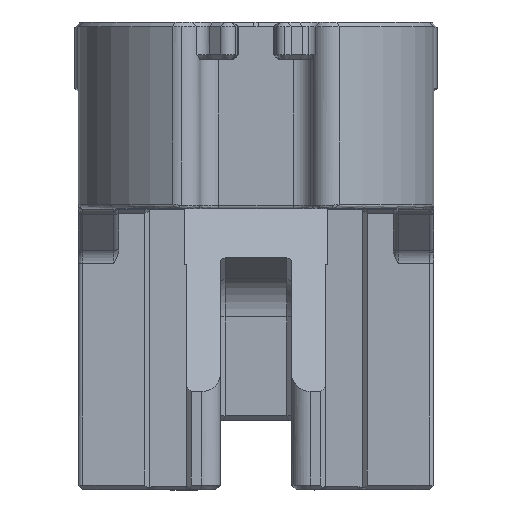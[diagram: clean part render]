
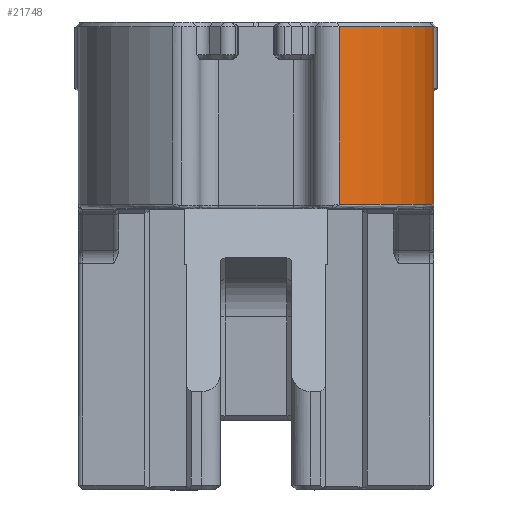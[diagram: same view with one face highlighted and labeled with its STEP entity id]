
A CAD part, top view. The second image highlights one B-rep face of the part: STEP entity #21748.
In plain terms, the highlighted cylindrical face has radius 18.5 mm (diameter 37 mm), a partial arc.
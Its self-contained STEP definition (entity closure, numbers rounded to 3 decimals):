
#1644 = DIRECTION ( 'NONE',  ( -1., 0., 0. ) ) ;
#2034 = AXIS2_PLACEMENT_3D ( 'NONE', #17449, #13741, #2700 ) ;
#2241 = AXIS2_PLACEMENT_3D ( 'NONE', #17300, #19039, #10410 ) ;
#2629 = ORIENTED_EDGE ( 'NONE', *, *, #18851, .F. ) ;
#2700 = DIRECTION ( 'NONE',  ( 0.707, 0., 0.707 ) ) ;
#4792 = DIRECTION ( 'NONE',  ( 0., -1., 0. ) ) ;
#7148 = AXIS2_PLACEMENT_3D ( 'NONE', #12402, #19959, #1644 ) ;
#8265 = CARTESIAN_POINT ( 'NONE',  ( 8.903, 677.81, 24.146 ) ) ;
#8382 = VERTEX_POINT ( 'NONE', #8265 ) ;
#8886 = CARTESIAN_POINT ( 'NONE',  ( 8.903, 643.356, 24.146 ) ) ;
#9169 = VERTEX_POINT ( 'NONE', #21618 ) ;
#9255 = EDGE_CURVE ( 'NONE', #8382, #9169, #19327, .T. ) ;
#9583 = CARTESIAN_POINT ( 'NONE',  ( 19.05, 677.81, 7.639 ) ) ;
#10410 = DIRECTION ( 'NONE',  ( -1., 0., 0. ) ) ;
#10505 = CARTESIAN_POINT ( 'NONE',  ( 19.05, 650.21, 7.639 ) ) ;
#11131 = CARTESIAN_POINT ( 'NONE',  ( 19.05, 658.81, 7.639 ) ) ;
#12402 = CARTESIAN_POINT ( 'NONE',  ( 0.55, 643.356, 7.639 ) ) ;
#12523 = EDGE_CURVE ( 'NONE', #9169, #20342, #21852, .T. ) ;
#12729 = CYLINDRICAL_SURFACE ( 'NONE', #7148, 18.5 ) ;
#12872 = EDGE_CURVE ( 'NONE', #22056, #20342, #19612, .T. ) ;
#13741 = DIRECTION ( 'NONE',  ( 0., 1., 0. ) ) ;
#14001 = EDGE_LOOP ( 'NONE', ( #2629, #20378, #17348, #21288 ) ) ;
#15207 = VECTOR ( 'NONE', #4792, 1000. ) ;
#17300 = CARTESIAN_POINT ( 'NONE',  ( 0.55, 658.81, 7.639 ) ) ;
#17348 = ORIENTED_EDGE ( 'NONE', *, *, #12523, .T. ) ;
#17449 = CARTESIAN_POINT ( 'NONE',  ( 0.55, 677.81, 7.639 ) ) ;
#17753 = DIRECTION ( 'NONE',  ( 0., -1., 0. ) ) ;
#18851 = EDGE_CURVE ( 'NONE', #8382, #22056, #22807, .T. ) ;
#19039 = DIRECTION ( 'NONE',  ( 0., 1., 0. ) ) ;
#19327 = LINE ( 'NONE', #8886, #15207 ) ;
#19612 = LINE ( 'NONE', #10505, #20350 ) ;
#19959 = DIRECTION ( 'NONE',  ( 0., 1., 0. ) ) ;
#20342 = VERTEX_POINT ( 'NONE', #11131 ) ;
#20350 = VECTOR ( 'NONE', #17753, 1000. ) ;
#20378 = ORIENTED_EDGE ( 'NONE', *, *, #9255, .T. ) ;
#21288 = ORIENTED_EDGE ( 'NONE', *, *, #12872, .F. ) ;
#21618 = CARTESIAN_POINT ( 'NONE',  ( 8.903, 658.81, 24.146 ) ) ;
#21748 = ADVANCED_FACE ( 'NONE', ( #21998 ), #12729, .T. ) ;
#21852 = CIRCLE ( 'NONE', #2241, 18.5 ) ;
#21998 = FACE_OUTER_BOUND ( 'NONE', #14001, .T. ) ;
#22056 = VERTEX_POINT ( 'NONE', #9583 ) ;
#22807 = CIRCLE ( 'NONE', #2034, 18.5 ) ;
